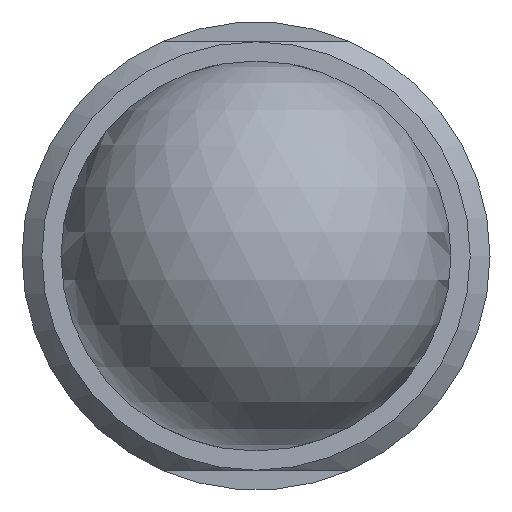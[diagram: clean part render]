
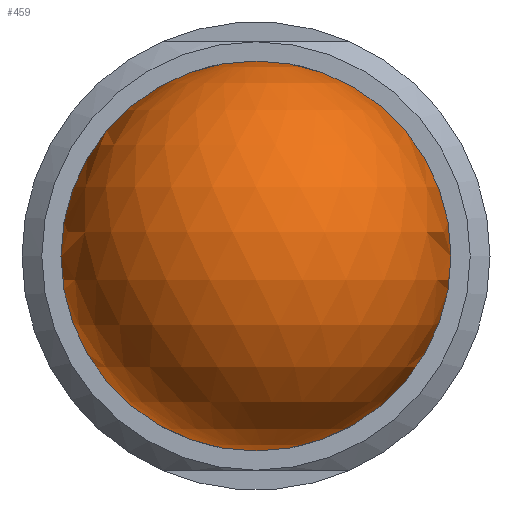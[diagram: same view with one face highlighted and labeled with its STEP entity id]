
A CAD part, left-side view. The second image highlights one B-rep face of the part: STEP entity #459.
In plain terms, the highlighted spherical face has radius 5 mm.
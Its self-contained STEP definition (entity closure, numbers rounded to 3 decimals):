
#16 = VERTEX_POINT ( 'NONE', #313 ) ;
#18 = DIRECTION ( 'NONE',  ( 0., 0., 1. ) ) ;
#54 = CARTESIAN_POINT ( 'NONE',  ( 5., 0., 0. ) ) ;
#106 = DIRECTION ( 'NONE',  ( 0., 1., 0. ) ) ;
#230 = EDGE_CURVE ( 'NONE', #16, #16, #369, .T. ) ;
#313 = CARTESIAN_POINT ( 'NONE',  ( 5., 0., 5. ) ) ;
#315 = AXIS2_PLACEMENT_3D ( 'NONE', #54, #347, #18 ) ;
#320 = AXIS2_PLACEMENT_3D ( 'NONE', #558, #553, #106 ) ;
#344 = SPHERICAL_SURFACE ( 'NONE', #320, 5. ) ;
#347 = DIRECTION ( 'NONE',  ( -1., 0., 0. ) ) ;
#350 = FACE_OUTER_BOUND ( 'NONE', #695, .T. ) ;
#369 = CIRCLE ( 'NONE', #315, 5. ) ;
#459 = ADVANCED_FACE ( 'NONE', ( #350 ), #344, .T. ) ;
#553 = DIRECTION ( 'NONE',  ( 0., 0., -1. ) ) ;
#558 = CARTESIAN_POINT ( 'NONE',  ( 5., 0., 0. ) ) ;
#674 = ORIENTED_EDGE ( 'NONE', *, *, #230, .T. ) ;
#695 = EDGE_LOOP ( 'NONE', ( #674 ) ) ;
